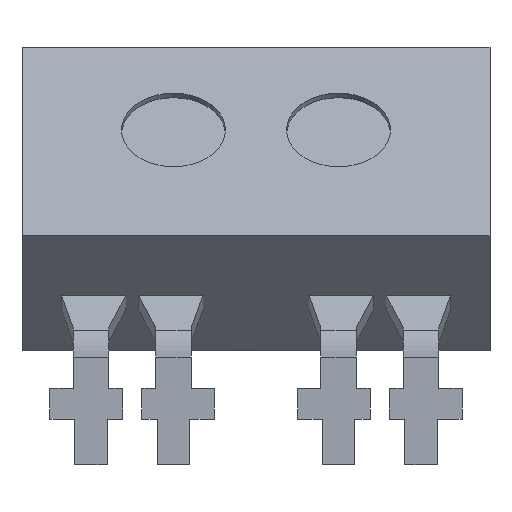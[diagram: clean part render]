
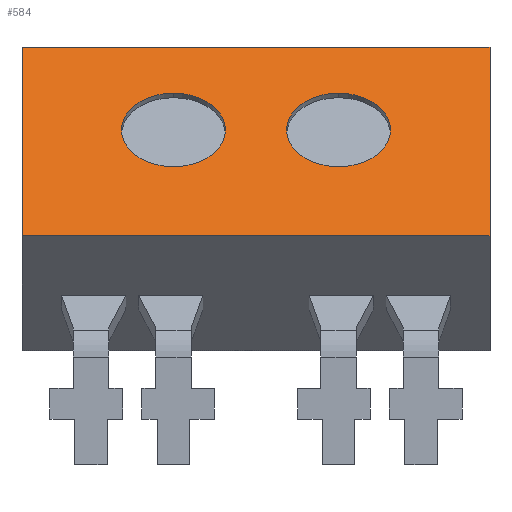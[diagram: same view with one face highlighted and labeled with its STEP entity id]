
A CAD part, front view. The second image highlights one B-rep face of the part: STEP entity #584.
In plain terms, the highlighted planar face has unit normal (0, -0.707, 0.707).
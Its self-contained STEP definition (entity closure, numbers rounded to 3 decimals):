
#200 = DIRECTION ( 'NONE',  ( -1., 0., 0. ) ) ;
#201 = DIRECTION ( 'NONE',  ( 0., 0.707, -0.707 ) ) ;
#203 = CARTESIAN_POINT ( 'NONE',  ( 3.6, 2.537, 3.525 ) ) ;
#205 = PLANE ( 'NONE',  #258 ) ;
#258 = AXIS2_PLACEMENT_3D ( 'NONE', #203, #201, #200 ) ;
#300 = EDGE_CURVE ( 'NONE', #945, #1365, #2152, .T. ) ;
#319 = EDGE_CURVE ( 'NONE', #1365, #1376, #2095, .T. ) ;
#323 = EDGE_CURVE ( 'NONE', #945, #1029, #2064, .T. ) ;
#324 = EDGE_CURVE ( 'NONE', #967, #946, #637, .T. ) ;
#453 = EDGE_CURVE ( 'NONE', #1018, #1033, #1754, .T. ) ;
#455 = EDGE_CURVE ( 'NONE', #946, #967, #1748, .T. ) ;
#463 = EDGE_CURVE ( 'NONE', #1033, #1018, #1761, .T. ) ;
#480 = EDGE_CURVE ( 'NONE', #1029, #1376, #3446, .T. ) ;
#584 = ADVANCED_FACE ( 'NONE', ( #4135, #4142, #1896 ), #205, .F. ) ;
#637 = CIRCLE ( 'NONE', #644, 0.8 ) ;
#641 = VECTOR ( 'NONE', #2070, 1000. ) ;
#644 = AXIS2_PLACEMENT_3D ( 'NONE', #2055, #2054, #2053 ) ;
#647 = VECTOR ( 'NONE', #2059, 1000. ) ;
#651 = VECTOR ( 'NONE', #2149, 1000. ) ;
#882 = EDGE_LOOP ( 'NONE', ( #1559, #1558, #1567, #1569 ) ) ;
#883 = EDGE_LOOP ( 'NONE', ( #1561, #1560 ) ) ;
#884 = EDGE_LOOP ( 'NONE', ( #1570, #1571 ) ) ;
#945 = VERTEX_POINT ( 'NONE', #2209 ) ;
#946 = VERTEX_POINT ( 'NONE', #2203 ) ;
#967 = VERTEX_POINT ( 'NONE', #2180 ) ;
#1018 = VERTEX_POINT ( 'NONE', #4122 ) ;
#1029 = VERTEX_POINT ( 'NONE', #4080 ) ;
#1033 = VERTEX_POINT ( 'NONE', #4100 ) ;
#1365 = VERTEX_POINT ( 'NONE', #4104 ) ;
#1376 = VERTEX_POINT ( 'NONE', #4077 ) ;
#1558 = ORIENTED_EDGE ( 'NONE', *, *, #319, .F. ) ;
#1559 = ORIENTED_EDGE ( 'NONE', *, *, #480, .T. ) ;
#1560 = ORIENTED_EDGE ( 'NONE', *, *, #463, .T. ) ;
#1561 = ORIENTED_EDGE ( 'NONE', *, *, #453, .T. ) ;
#1567 = ORIENTED_EDGE ( 'NONE', *, *, #300, .F. ) ;
#1569 = ORIENTED_EDGE ( 'NONE', *, *, #323, .T. ) ;
#1570 = ORIENTED_EDGE ( 'NONE', *, *, #455, .T. ) ;
#1571 = ORIENTED_EDGE ( 'NONE', *, *, #324, .T. ) ;
#1725 = AXIS2_PLACEMENT_3D ( 'NONE', #3543, #3542, #3541 ) ;
#1735 = AXIS2_PLACEMENT_3D ( 'NONE', #3551, #3550, #3548 ) ;
#1740 = AXIS2_PLACEMENT_3D ( 'NONE', #3512, #3511, #3510 ) ;
#1748 = CIRCLE ( 'NONE', #1725, 0.8 ) ;
#1754 = CIRCLE ( 'NONE', #1735, 0.8 ) ;
#1761 = CIRCLE ( 'NONE', #1740, 0.8 ) ;
#1776 = VECTOR ( 'NONE', #3444, 1000. ) ;
#1896 = FACE_BOUND ( 'NONE', #884, .T. ) ;
#2053 = DIRECTION ( 'NONE',  ( -1., 0., 0. ) ) ;
#2054 = DIRECTION ( 'NONE',  ( 0., 0.707, -0.707 ) ) ;
#2055 = CARTESIAN_POINT ( 'NONE',  ( 1.27, 1.264, 2.253 ) ) ;
#2059 = DIRECTION ( 'NONE',  ( 0., -0.707, -0.707 ) ) ;
#2060 = CARTESIAN_POINT ( 'NONE',  ( -3.6, 2.537, 3.525 ) ) ;
#2064 = LINE ( 'NONE', #2060, #647 ) ;
#2070 = DIRECTION ( 'NONE',  ( 0., -0.707, -0.707 ) ) ;
#2071 = CARTESIAN_POINT ( 'NONE',  ( 3.6, 2.537, 3.525 ) ) ;
#2095 = LINE ( 'NONE', #2071, #641 ) ;
#2149 = DIRECTION ( 'NONE',  ( 1., 0., 0. ) ) ;
#2150 = CARTESIAN_POINT ( 'NONE',  ( 3.6, 2.537, 3.525 ) ) ;
#2152 = LINE ( 'NONE', #2150, #651 ) ;
#2180 = CARTESIAN_POINT ( 'NONE',  ( 1.27, 1.83, 2.818 ) ) ;
#2203 = CARTESIAN_POINT ( 'NONE',  ( 1.27, 0.699, 1.687 ) ) ;
#2209 = CARTESIAN_POINT ( 'NONE',  ( -3.6, 2.537, 3.525 ) ) ;
#3444 = DIRECTION ( 'NONE',  ( 1., 0., 0. ) ) ;
#3445 = CARTESIAN_POINT ( 'NONE',  ( 3.6, -0.362, 0.626 ) ) ;
#3446 = LINE ( 'NONE', #3445, #1776 ) ;
#3510 = DIRECTION ( 'NONE',  ( -1., 0., 0. ) ) ;
#3511 = DIRECTION ( 'NONE',  ( 0., 0.707, -0.707 ) ) ;
#3512 = CARTESIAN_POINT ( 'NONE',  ( -1.27, 1.264, 2.253 ) ) ;
#3541 = DIRECTION ( 'NONE',  ( -1., 0., 0. ) ) ;
#3542 = DIRECTION ( 'NONE',  ( 0., 0.707, -0.707 ) ) ;
#3543 = CARTESIAN_POINT ( 'NONE',  ( 1.27, 1.264, 2.253 ) ) ;
#3548 = DIRECTION ( 'NONE',  ( -1., 0., 0. ) ) ;
#3550 = DIRECTION ( 'NONE',  ( 0., 0.707, -0.707 ) ) ;
#3551 = CARTESIAN_POINT ( 'NONE',  ( -1.27, 1.264, 2.253 ) ) ;
#4077 = CARTESIAN_POINT ( 'NONE',  ( 3.6, -0.362, 0.626 ) ) ;
#4080 = CARTESIAN_POINT ( 'NONE',  ( -3.6, -0.362, 0.626 ) ) ;
#4100 = CARTESIAN_POINT ( 'NONE',  ( -1.27, 1.83, 2.818 ) ) ;
#4104 = CARTESIAN_POINT ( 'NONE',  ( 3.6, 2.537, 3.525 ) ) ;
#4122 = CARTESIAN_POINT ( 'NONE',  ( -1.27, 0.699, 1.687 ) ) ;
#4135 = FACE_BOUND ( 'NONE', #883, .T. ) ;
#4142 = FACE_OUTER_BOUND ( 'NONE', #882, .T. ) ;
